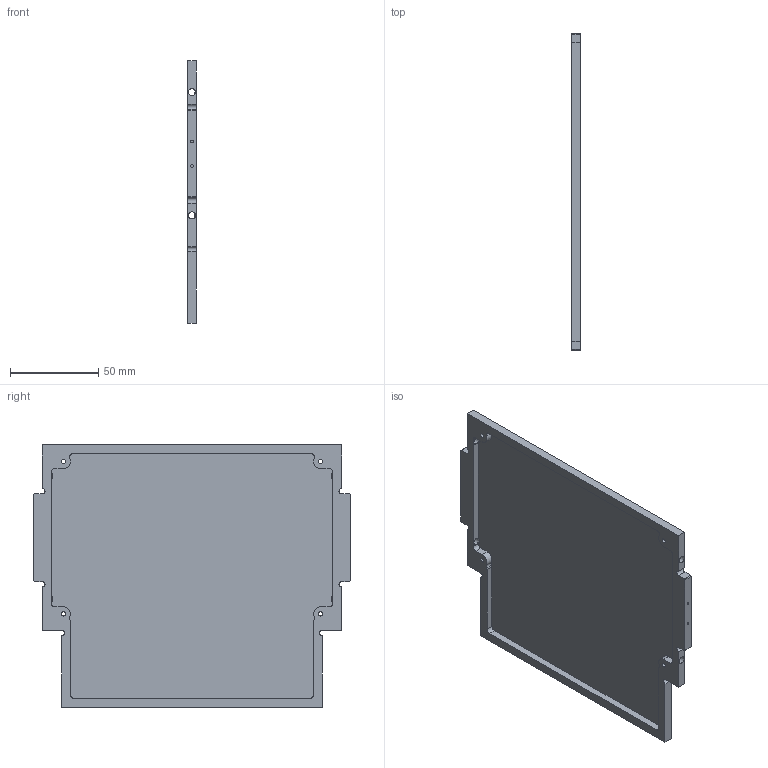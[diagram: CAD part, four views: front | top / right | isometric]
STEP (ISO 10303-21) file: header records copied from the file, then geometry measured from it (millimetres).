
FILE_DESCRIPTION(/* description */ (''),/* implementation_level */ '2;1');
FILE_NAME(/* name */ 'TorsoFrontCoverFrame.stp',/* time_stamp */ '2024-04-29T11:21:07+09:00',/* author */ ('masato'),/* organization */ (''),/* preprocessor_version */ 'ST-DEVELOPER v20',/* originating_system */ 'Autodesk Inventor 2024',/* authorisation */ '');
FILE_SCHEMA (('AUTOMOTIVE_DESIGN { 1 0 10303 214 3 1 1 }'));
Length unit declared in the file: millimetre
Products named in the file (1): TorsoFrontCoverFrame
Bounding box: 5 x 180 x 149 mm (x, y, z)
Volume: 40181.7 mm3; surface area: 55755.6 mm2
Topology: 1 solids, 1 shells, 75 faces, 216 edges, 144 vertices
Faces by surface type: plane 41, cylinder 34
Full cylindrical faces by diameter (mm): 1.567 x4, 2.459 x4, 4 x4
Entity records: 2609 total; most frequent: DIRECTION 444, CARTESIAN_POINT 436, ORIENTED_EDGE 432, EDGE_CURVE 216, AXIS2_PLACEMENT_3D 152, VERTEX_POINT 144, LINE 140, VECTOR 140
